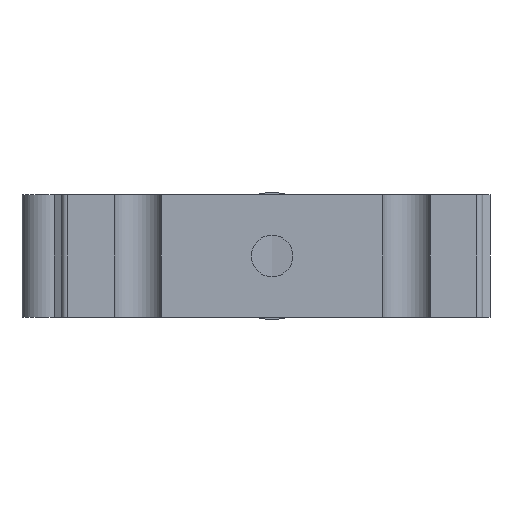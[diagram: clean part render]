
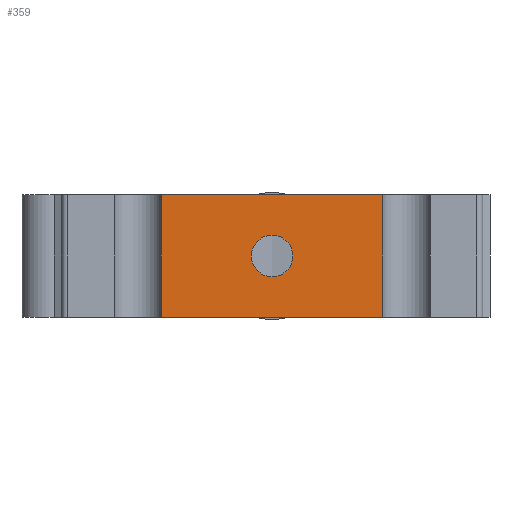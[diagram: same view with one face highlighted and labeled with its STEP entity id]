
A CAD part, front view. The second image highlights one B-rep face of the part: STEP entity #359.
In plain terms, the highlighted planar face has unit normal (0, -1, 0).
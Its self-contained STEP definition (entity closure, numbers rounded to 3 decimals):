
#359 = ADVANCED_FACE( '', ( #717, #718 ), #719, .F. );
#717 = FACE_BOUND( '', #1068, .T. );
#718 = FACE_OUTER_BOUND( '', #1069, .T. );
#719 = PLANE( '', #1070 );
#1068 = EDGE_LOOP( '', ( #2147 ) );
#1069 = EDGE_LOOP( '', ( #2148, #2149, #2150, #2151 ) );
#1070 = AXIS2_PLACEMENT_3D( '', #2152, #2153, #2154 );
#2147 = ORIENTED_EDGE( '', *, *, #2435, .F. );
#2148 = ORIENTED_EDGE( '', *, *, #2539, .T. );
#2149 = ORIENTED_EDGE( '', *, *, #2240, .F. );
#2150 = ORIENTED_EDGE( '', *, *, #2520, .F. );
#2151 = ORIENTED_EDGE( '', *, *, #2346, .T. );
#2152 = CARTESIAN_POINT( '', ( -22.648, -51.5, 12.5 ) );
#2153 = DIRECTION( '', ( 0., 1., 0. ) );
#2154 = DIRECTION( '', ( -1., 0., 0. ) );
#2240 = EDGE_CURVE( '', #2728, #2724, #2730, .T. );
#2346 = EDGE_CURVE( '', #2905, #2902, #2906, .T. );
#2435 = EDGE_CURVE( '', #3034, #3034, #3035, .T. );
#2520 = EDGE_CURVE( '', #2905, #2728, #3148, .T. );
#2539 = EDGE_CURVE( '', #2902, #2724, #3172, .T. );
#2724 = VERTEX_POINT( '', #3407 );
#2728 = VERTEX_POINT( '', #3412 );
#2730 = LINE( '', #3414, #3415 );
#2902 = VERTEX_POINT( '', #3687 );
#2905 = VERTEX_POINT( '', #3690 );
#2906 = LINE( '', #3691, #3692 );
#3034 = VERTEX_POINT( '', #3936 );
#3035 = CIRCLE( '', #3937, 4.25 );
#3148 = LINE( '', #4197, #4198 );
#3172 = LINE( '', #4235, #4236 );
#3407 = CARTESIAN_POINT( '', ( 22.648, -51.5, -12.5 ) );
#3412 = CARTESIAN_POINT( '', ( 22.648, -51.5, 12.5 ) );
#3414 = CARTESIAN_POINT( '', ( 22.648, -51.5, 12.5 ) );
#3415 = VECTOR( '', #4422, 1000. );
#3687 = CARTESIAN_POINT( '', ( -22.648, -51.5, -12.5 ) );
#3690 = CARTESIAN_POINT( '', ( -22.648, -51.5, 12.5 ) );
#3691 = CARTESIAN_POINT( '', ( -22.648, -51.5, 12.5 ) );
#3692 = VECTOR( '', #4571, 1000. );
#3936 = CARTESIAN_POINT( '', ( 0., -51.5, -4.25 ) );
#3937 = AXIS2_PLACEMENT_3D( '', #4676, #4677, #4678 );
#4197 = CARTESIAN_POINT( '', ( -22.648, -51.5, 12.5 ) );
#4198 = VECTOR( '', #4779, 1000. );
#4235 = CARTESIAN_POINT( '', ( -22.648, -51.5, -12.5 ) );
#4236 = VECTOR( '', #4805, 1000. );
#4422 = DIRECTION( '', ( 0., 0., -1. ) );
#4571 = DIRECTION( '', ( 0., 0., -1. ) );
#4676 = CARTESIAN_POINT( '', ( 0., -51.5, 0. ) );
#4677 = DIRECTION( '', ( 0., -1., 0. ) );
#4678 = DIRECTION( '', ( 0., 0., -1. ) );
#4779 = DIRECTION( '', ( 1., 0., 0. ) );
#4805 = DIRECTION( '', ( 1., 0., 0. ) );
